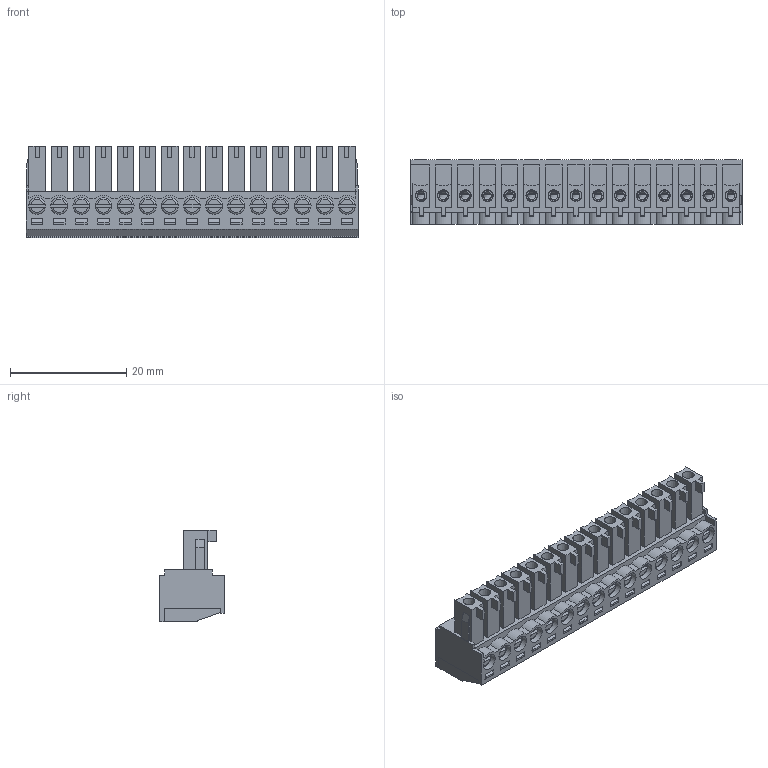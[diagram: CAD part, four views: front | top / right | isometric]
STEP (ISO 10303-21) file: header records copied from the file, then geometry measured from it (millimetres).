
FILE_DESCRIPTION( ( 'Unknown' ), '1' );
FILE_NAME( '691361300015.stp', 'Unknown', ( 'Unknown' ), ( 'Unknown' ), 'PSStep 14.0', 'Unknown', ' ' );
FILE_SCHEMA( ( 'AUTOMOTIVE_DESIGN { 1 0 10303 214 1 1 1 1 }' ) );
Length unit declared in the file: millimetre
Products named in the file (6): Assem1; 6913613000xx_PIN; 6913613000xx_VISSE; 6913613000xx_CAGE; 691361300015; 691361300015_CAPOT
Assembly tree (47 placements, depth 2):
  Assem1
    6913613000xx_PIN  x15
    6913613000xx_VISSE  x15
    6913613000xx_CAGE  x15
    691361300015
    691361300015_CAPOT
Bounding box: 57.15 x 11.1 x 15.8 mm (x, y, z)
Volume: 4171 mm3; surface area: 13438.2 mm2
Topology: 47 solids, 47 shells, 2239 faces, 5935 edges, 3878 vertices
Faces by surface type: plane 1744, cylinder 420, torus 45, cone 30
Full cylindrical faces by diameter (mm): 1.35 x15, 1.9 x30, 2 x15, 2.9 x30
Entity records: 45272 total; most frequent: CARTESIAN_POINT 6331, ORIENTED_EDGE 6080, DIRECTION 5682, EDGE_CURVE 3040, LINE 2800, VECTOR 2800, VERTEX_POINT 2042, EDGE_LOOP 1468
